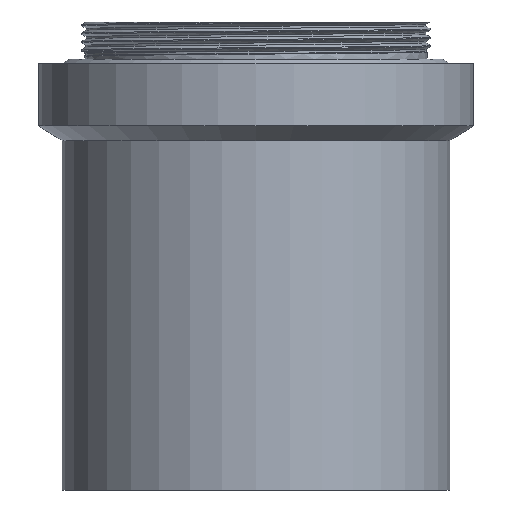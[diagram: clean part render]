
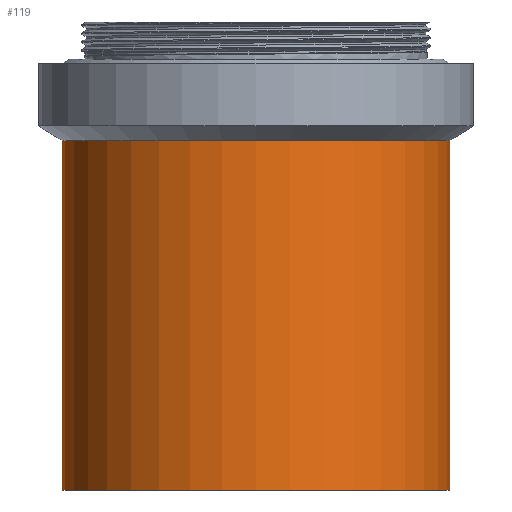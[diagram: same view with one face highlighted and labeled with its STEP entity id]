
A CAD part, front view. The second image highlights one B-rep face of the part: STEP entity #119.
In plain terms, the highlighted cylindrical face has radius 23.2 mm (diameter 46.4 mm), a full revolution.
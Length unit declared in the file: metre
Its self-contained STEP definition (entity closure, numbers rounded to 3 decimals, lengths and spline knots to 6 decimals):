
#119 = ADVANCED_FACE( '', ( #241, #242 ), #243, .T. );
#241 = FACE_OUTER_BOUND( '', #1061, .T. );
#242 = FACE_OUTER_BOUND( '', #1062, .T. );
#243 = CYLINDRICAL_SURFACE( '', #1063, 0.0232 );
#1061 = EDGE_LOOP( '', ( #1296 ) );
#1062 = EDGE_LOOP( '', ( #1297 ) );
#1063 = AXIS2_PLACEMENT_3D( '', #1298, #1299, #1300 );
#1296 = ORIENTED_EDGE( '', *, *, #2602, .T. );
#1297 = ORIENTED_EDGE( '', *, *, #2627, .F. );
#1298 = CARTESIAN_POINT( '', ( 0., 0., -0.00165 ) );
#1299 = DIRECTION( '', ( 0., 0., 1. ) );
#1300 = DIRECTION( '', ( -1., 0., 0. ) );
#2602 = EDGE_CURVE( '', #2732, #2732, #2733, .T. );
#2627 = EDGE_CURVE( '', #2764, #2764, #2765, .T. );
#2732 = VERTEX_POINT( '', #3617 );
#2733 = CIRCLE( '', #3618, 0.0232 );
#2764 = VERTEX_POINT( '', #3722 );
#2765 = CIRCLE( '', #3723, 0.0232 );
#3617 = CARTESIAN_POINT( '', ( -0.0232, 0., -0.006727 ) );
#3618 = AXIS2_PLACEMENT_3D( '', #3795, #3796, #3797 );
#3722 = CARTESIAN_POINT( '', ( -0.0232, 0., -0.048541 ) );
#3723 = AXIS2_PLACEMENT_3D( '', #3816, #3817, #3818 );
#3795 = CARTESIAN_POINT( '', ( 0., 0., -0.006727 ) );
#3796 = DIRECTION( '', ( 0., 0., -1. ) );
#3797 = DIRECTION( '', ( -1., 0., 0. ) );
#3816 = CARTESIAN_POINT( '', ( 0., 0., -0.048541 ) );
#3817 = DIRECTION( '', ( 0., 0., -1. ) );
#3818 = DIRECTION( '', ( -1., 0., 0. ) );
